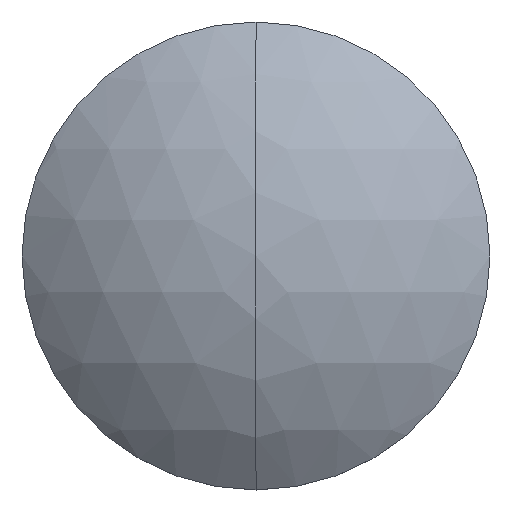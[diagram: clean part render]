
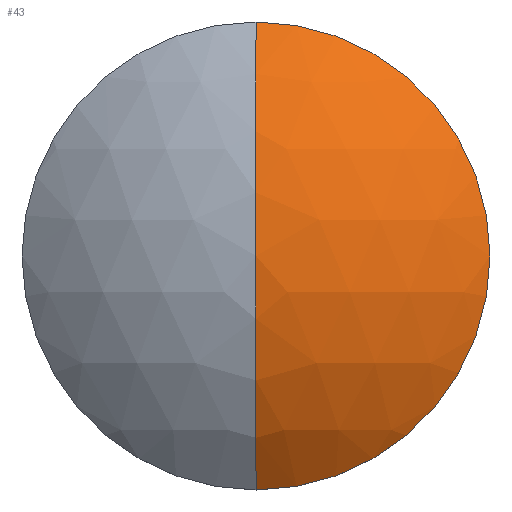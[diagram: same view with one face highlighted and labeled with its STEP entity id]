
A CAD part, top view. The second image highlights one B-rep face of the part: STEP entity #43.
In plain terms, the highlighted spherical face has radius 19.2 mm.
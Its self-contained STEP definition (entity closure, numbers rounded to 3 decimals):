
#43=ADVANCED_FACE('',(#94),#95,.T.);
#94=FACE_OUTER_BOUND('',#151,.T.);
#95=SPHERICAL_SURFACE('',#152,19.2);
#151=EDGE_LOOP('',(#214,#215,#216));
#152=AXIS2_PLACEMENT_3D('',#217,#218,#219);
#214=ORIENTED_EDGE('',*,*,#364,.F.);
#215=ORIENTED_EDGE('',*,*,#365,.F.);
#216=ORIENTED_EDGE('',*,*,#366,.F.);
#217=CARTESIAN_POINT('',(12.325,12.257,21.18));
#218=DIRECTION('',(0.,1.0,0.0));
#219=DIRECTION('',(0.,0.0,1.0));
#364=EDGE_CURVE('',#436,#437,#438,.T.);
#365=EDGE_CURVE('',#439,#436,#440,.T.);
#366=EDGE_CURVE('',#437,#439,#441,.T.);
#436=VERTEX_POINT('',#569);
#437=VERTEX_POINT('',#570);
#438=CIRCLE('',#571,19.2);
#439=VERTEX_POINT('',#572);
#440=CIRCLE('',#573,12.325);
#441=CIRCLE('',#574,12.325);
#569=CARTESIAN_POINT('',(12.325,-0.068,35.902));
#570=CARTESIAN_POINT('',(12.325,24.582,35.902));
#571=AXIS2_PLACEMENT_3D('',#698,#699,#700);
#572=CARTESIAN_POINT('',(24.65,12.257,35.902));
#573=AXIS2_PLACEMENT_3D('',#701,#702,#703);
#574=AXIS2_PLACEMENT_3D('',#704,#705,#706);
#698=CARTESIAN_POINT('',(12.325,12.257,21.18));
#699=DIRECTION('',(-1.0,0.,0.));
#700=DIRECTION('',(0.,0.0,-1.0));
#701=CARTESIAN_POINT('',(12.325,12.257,35.902));
#702=DIRECTION('',(0.,0.0,-1.0));
#703=DIRECTION('',(-1.0,0.0,0.));
#704=CARTESIAN_POINT('',(12.325,12.257,35.902));
#705=DIRECTION('',(0.,0.0,-1.0));
#706=DIRECTION('',(-1.0,0.0,0.));
